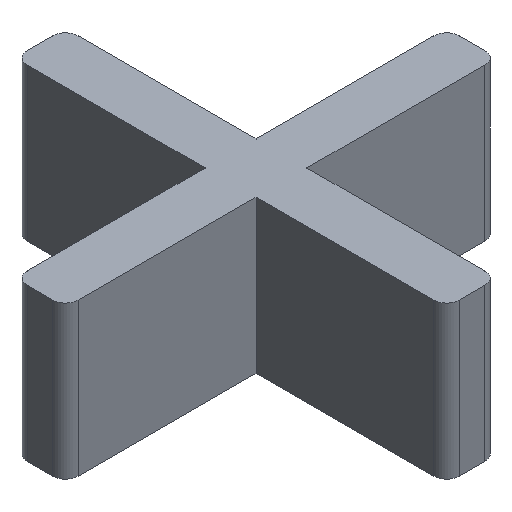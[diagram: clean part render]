
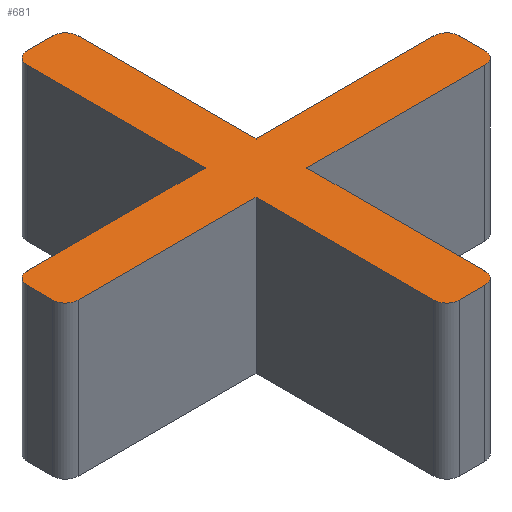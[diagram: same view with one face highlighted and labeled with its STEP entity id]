
A CAD part, isometric view. The second image highlights one B-rep face of the part: STEP entity #681.
In plain terms, the highlighted planar face has unit normal (0, 0, 1).
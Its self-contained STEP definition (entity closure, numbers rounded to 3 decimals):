
#24 = VERTEX_POINT('',#25);
#25 = CARTESIAN_POINT('',(-1600.,200.,1200.));
#31 = EDGE_CURVE('',#24,#32,#34,.T.);
#32 = VERTEX_POINT('',#33);
#33 = CARTESIAN_POINT('',(-200.,200.,1200.));
#34 = LINE('',#35,#36);
#35 = CARTESIAN_POINT('',(-1600.,200.,1200.));
#36 = VECTOR('',#37,1.);
#37 = DIRECTION('',(1.,0.,0.));
#62 = EDGE_CURVE('',#24,#63,#65,.T.);
#63 = VERTEX_POINT('',#64);
#64 = CARTESIAN_POINT('',(-1700.,100.,1200.));
#65 = CIRCLE('',#66,100.);
#66 = AXIS2_PLACEMENT_3D('',#67,#68,#69);
#67 = CARTESIAN_POINT('',(-1600.,100.,1200.));
#68 = DIRECTION('',(0.,0.,1.));
#69 = DIRECTION('',(1.,0.,0.));
#97 = VERTEX_POINT('',#98);
#98 = CARTESIAN_POINT('',(-1700.,-100.,1200.));
#104 = EDGE_CURVE('',#97,#63,#105,.T.);
#105 = LINE('',#106,#107);
#106 = CARTESIAN_POINT('',(-1700.,-100.,1200.));
#107 = VECTOR('',#108,1.);
#108 = DIRECTION('',(0.,1.,0.));
#126 = EDGE_CURVE('',#97,#127,#129,.T.);
#127 = VERTEX_POINT('',#128);
#128 = CARTESIAN_POINT('',(-1600.,-200.,1200.));
#129 = CIRCLE('',#130,100.);
#130 = AXIS2_PLACEMENT_3D('',#131,#132,#133);
#131 = CARTESIAN_POINT('',(-1600.,-100.,1200.));
#132 = DIRECTION('',(0.,0.,1.));
#133 = DIRECTION('',(1.,0.,0.));
#161 = VERTEX_POINT('',#162);
#162 = CARTESIAN_POINT('',(-200.,-200.,1200.));
#168 = EDGE_CURVE('',#161,#127,#169,.T.);
#169 = LINE('',#170,#171);
#170 = CARTESIAN_POINT('',(-200.,-200.,1200.));
#171 = VECTOR('',#172,1.);
#172 = DIRECTION('',(-1.,0.,0.));
#192 = VERTEX_POINT('',#193);
#193 = CARTESIAN_POINT('',(-200.,-1600.,1200.));
#199 = EDGE_CURVE('',#192,#161,#200,.T.);
#200 = LINE('',#201,#202);
#201 = CARTESIAN_POINT('',(-200.,-1600.,1200.));
#202 = VECTOR('',#203,1.);
#203 = DIRECTION('',(0.,1.,0.));
#221 = EDGE_CURVE('',#192,#222,#224,.T.);
#222 = VERTEX_POINT('',#223);
#223 = CARTESIAN_POINT('',(-100.,-1700.,1200.));
#224 = CIRCLE('',#225,100.);
#225 = AXIS2_PLACEMENT_3D('',#226,#227,#228);
#226 = CARTESIAN_POINT('',(-100.,-1600.,1200.));
#227 = DIRECTION('',(0.,0.,1.));
#228 = DIRECTION('',(1.,0.,0.));
#256 = VERTEX_POINT('',#257);
#257 = CARTESIAN_POINT('',(100.,-1700.,1200.));
#263 = EDGE_CURVE('',#256,#222,#264,.T.);
#264 = LINE('',#265,#266);
#265 = CARTESIAN_POINT('',(100.,-1700.,1200.));
#266 = VECTOR('',#267,1.);
#267 = DIRECTION('',(-1.,0.,0.));
#285 = EDGE_CURVE('',#256,#286,#288,.T.);
#286 = VERTEX_POINT('',#287);
#287 = CARTESIAN_POINT('',(200.,-1600.,1200.));
#288 = CIRCLE('',#289,100.);
#289 = AXIS2_PLACEMENT_3D('',#290,#291,#292);
#290 = CARTESIAN_POINT('',(100.,-1600.,1200.));
#291 = DIRECTION('',(0.,0.,1.));
#292 = DIRECTION('',(1.,0.,0.));
#320 = VERTEX_POINT('',#321);
#321 = CARTESIAN_POINT('',(200.,-200.,1200.));
#327 = EDGE_CURVE('',#320,#286,#328,.T.);
#328 = LINE('',#329,#330);
#329 = CARTESIAN_POINT('',(200.,-200.,1200.));
#330 = VECTOR('',#331,1.);
#331 = DIRECTION('',(0.,-1.,0.));
#351 = VERTEX_POINT('',#352);
#352 = CARTESIAN_POINT('',(1600.,-200.,1200.));
#358 = EDGE_CURVE('',#351,#320,#359,.T.);
#359 = LINE('',#360,#361);
#360 = CARTESIAN_POINT('',(1600.,-200.,1200.));
#361 = VECTOR('',#362,1.);
#362 = DIRECTION('',(-1.,0.,0.));
#380 = EDGE_CURVE('',#351,#381,#383,.T.);
#381 = VERTEX_POINT('',#382);
#382 = CARTESIAN_POINT('',(1700.,-100.,1200.));
#383 = CIRCLE('',#384,100.);
#384 = AXIS2_PLACEMENT_3D('',#385,#386,#387);
#385 = CARTESIAN_POINT('',(1600.,-100.,1200.));
#386 = DIRECTION('',(0.,0.,1.));
#387 = DIRECTION('',(1.,0.,0.));
#415 = VERTEX_POINT('',#416);
#416 = CARTESIAN_POINT('',(1700.,100.,1200.));
#422 = EDGE_CURVE('',#415,#381,#423,.T.);
#423 = LINE('',#424,#425);
#424 = CARTESIAN_POINT('',(1700.,100.,1200.));
#425 = VECTOR('',#426,1.);
#426 = DIRECTION('',(0.,-1.,0.));
#444 = EDGE_CURVE('',#415,#445,#447,.T.);
#445 = VERTEX_POINT('',#446);
#446 = CARTESIAN_POINT('',(1600.,200.,1200.));
#447 = CIRCLE('',#448,100.);
#448 = AXIS2_PLACEMENT_3D('',#449,#450,#451);
#449 = CARTESIAN_POINT('',(1600.,100.,1200.));
#450 = DIRECTION('',(0.,0.,1.));
#451 = DIRECTION('',(1.,0.,0.));
#479 = VERTEX_POINT('',#480);
#480 = CARTESIAN_POINT('',(200.,200.,1200.));
#486 = EDGE_CURVE('',#479,#445,#487,.T.);
#487 = LINE('',#488,#489);
#488 = CARTESIAN_POINT('',(200.,200.,1200.));
#489 = VECTOR('',#490,1.);
#490 = DIRECTION('',(1.,0.,0.));
#510 = VERTEX_POINT('',#511);
#511 = CARTESIAN_POINT('',(200.,1600.,1200.));
#517 = EDGE_CURVE('',#510,#479,#518,.T.);
#518 = LINE('',#519,#520);
#519 = CARTESIAN_POINT('',(200.,1600.,1200.));
#520 = VECTOR('',#521,1.);
#521 = DIRECTION('',(0.,-1.,0.));
#539 = EDGE_CURVE('',#510,#540,#542,.T.);
#540 = VERTEX_POINT('',#541);
#541 = CARTESIAN_POINT('',(100.,1700.,1200.));
#542 = CIRCLE('',#543,100.);
#543 = AXIS2_PLACEMENT_3D('',#544,#545,#546);
#544 = CARTESIAN_POINT('',(100.,1600.,1200.));
#545 = DIRECTION('',(0.,0.,1.));
#546 = DIRECTION('',(1.,0.,0.));
#574 = VERTEX_POINT('',#575);
#575 = CARTESIAN_POINT('',(-100.,1700.,1200.));
#581 = EDGE_CURVE('',#574,#540,#582,.T.);
#582 = LINE('',#583,#584);
#583 = CARTESIAN_POINT('',(-100.,1700.,1200.));
#584 = VECTOR('',#585,1.);
#585 = DIRECTION('',(1.,0.,0.));
#603 = EDGE_CURVE('',#574,#604,#606,.T.);
#604 = VERTEX_POINT('',#605);
#605 = CARTESIAN_POINT('',(-200.,1600.,1200.));
#606 = CIRCLE('',#607,100.);
#607 = AXIS2_PLACEMENT_3D('',#608,#609,#610);
#608 = CARTESIAN_POINT('',(-100.,1600.,1200.));
#609 = DIRECTION('',(0.,0.,1.));
#610 = DIRECTION('',(1.,0.,0.));
#636 = EDGE_CURVE('',#32,#604,#637,.T.);
#637 = LINE('',#638,#639);
#638 = CARTESIAN_POINT('',(-200.,200.,1200.));
#639 = VECTOR('',#640,1.);
#640 = DIRECTION('',(0.,1.,0.));
#681 = ADVANCED_FACE('',(#682),#704,.T.);
#682 = FACE_BOUND('',#683,.T.);
#683 = EDGE_LOOP('',(#684,#685,#686,#687,#688,#689,#690,#691,#692,#693,
    #694,#695,#696,#697,#698,#699,#700,#701,#702,#703));
#684 = ORIENTED_EDGE('',*,*,#31,.F.);
#685 = ORIENTED_EDGE('',*,*,#62,.T.);
#686 = ORIENTED_EDGE('',*,*,#104,.F.);
#687 = ORIENTED_EDGE('',*,*,#126,.T.);
#688 = ORIENTED_EDGE('',*,*,#168,.F.);
#689 = ORIENTED_EDGE('',*,*,#199,.F.);
#690 = ORIENTED_EDGE('',*,*,#221,.T.);
#691 = ORIENTED_EDGE('',*,*,#263,.F.);
#692 = ORIENTED_EDGE('',*,*,#285,.T.);
#693 = ORIENTED_EDGE('',*,*,#327,.F.);
#694 = ORIENTED_EDGE('',*,*,#358,.F.);
#695 = ORIENTED_EDGE('',*,*,#380,.T.);
#696 = ORIENTED_EDGE('',*,*,#422,.F.);
#697 = ORIENTED_EDGE('',*,*,#444,.T.);
#698 = ORIENTED_EDGE('',*,*,#486,.F.);
#699 = ORIENTED_EDGE('',*,*,#517,.F.);
#700 = ORIENTED_EDGE('',*,*,#539,.T.);
#701 = ORIENTED_EDGE('',*,*,#581,.F.);
#702 = ORIENTED_EDGE('',*,*,#603,.T.);
#703 = ORIENTED_EDGE('',*,*,#636,.F.);
#704 = PLANE('',#705);
#705 = AXIS2_PLACEMENT_3D('',#706,#707,#708);
#706 = CARTESIAN_POINT('',(0.,0.,
    1200.));
#707 = DIRECTION('',(0.,0.,1.));
#708 = DIRECTION('',(1.,0.,0.));
